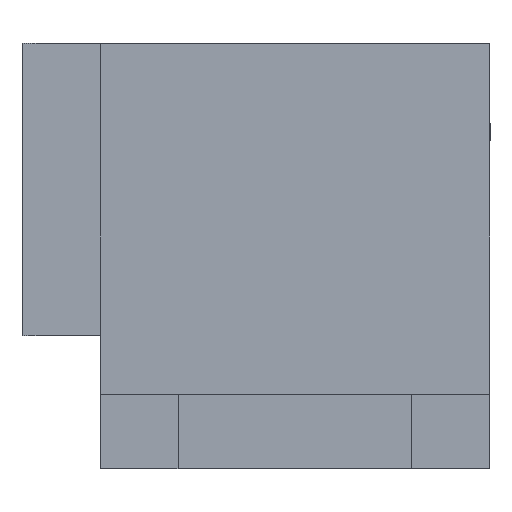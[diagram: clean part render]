
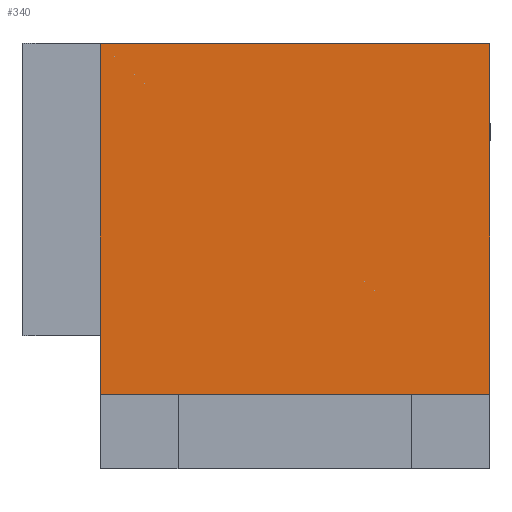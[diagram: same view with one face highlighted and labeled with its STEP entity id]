
A CAD part, left-side view. The second image highlights one B-rep face of the part: STEP entity #340.
In plain terms, the highlighted planar face has unit normal (-1, 0, 0).
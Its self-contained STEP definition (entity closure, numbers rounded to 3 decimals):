
#43 = VECTOR ( 'NONE', #220, 1000. ) ;
#56 = ORIENTED_EDGE ( 'NONE', *, *, #209, .T. ) ;
#73 = VECTOR ( 'NONE', #903, 1000. ) ;
#83 = CARTESIAN_POINT ( 'NONE',  ( -45.178, 25., 4.247 ) ) ;
#84 = EDGE_LOOP ( 'NONE', ( #972, #685, #56, #865 ) ) ;
#102 = VERTEX_POINT ( 'NONE', #628 ) ;
#141 = FACE_OUTER_BOUND ( 'NONE', #84, .T. ) ;
#194 = PLANE ( 'NONE',  #508 ) ;
#209 = EDGE_CURVE ( 'NONE', #486, #717, #698, .T. ) ;
#220 = DIRECTION ( 'NONE',  ( 0., -1., 0. ) ) ;
#255 = LINE ( 'NONE', #1415, #1382 ) ;
#270 = DIRECTION ( 'NONE',  ( 0., 0., 1. ) ) ;
#302 = LINE ( 'NONE', #927, #634 ) ;
#340 = ADVANCED_FACE ( 'NONE', ( #141 ), #194, .T. ) ;
#360 = CARTESIAN_POINT ( 'NONE',  ( -45.178, 25., 4.247 ) ) ;
#427 = DIRECTION ( 'NONE',  ( -1., 0., 0. ) ) ;
#486 = VERTEX_POINT ( 'NONE', #1404 ) ;
#508 = AXIS2_PLACEMENT_3D ( 'NONE', #83, #427, #1417 ) ;
#514 = EDGE_CURVE ( 'NONE', #102, #1289, #255, .T. ) ;
#628 = CARTESIAN_POINT ( 'NONE',  ( -45.178, 25., 26.747 ) ) ;
#634 = VECTOR ( 'NONE', #270, 1000. ) ;
#685 = ORIENTED_EDGE ( 'NONE', *, *, #1363, .F. ) ;
#698 = LINE ( 'NONE', #874, #43 ) ;
#717 = VERTEX_POINT ( 'NONE', #851 ) ;
#851 = CARTESIAN_POINT ( 'NONE',  ( -45.178, 0., 4.247 ) ) ;
#865 = ORIENTED_EDGE ( 'NONE', *, *, #1421, .T. ) ;
#874 = CARTESIAN_POINT ( 'NONE',  ( -45.178, 25., 4.247 ) ) ;
#903 = DIRECTION ( 'NONE',  ( 0., 0., 1. ) ) ;
#927 = CARTESIAN_POINT ( 'NONE',  ( -45.178, 0., 4.247 ) ) ;
#964 = DIRECTION ( 'NONE',  ( 0., -1., 0. ) ) ;
#972 = ORIENTED_EDGE ( 'NONE', *, *, #514, .F. ) ;
#1119 = CARTESIAN_POINT ( 'NONE',  ( -45.178, 0., 26.747 ) ) ;
#1150 = LINE ( 'NONE', #360, #73 ) ;
#1289 = VERTEX_POINT ( 'NONE', #1119 ) ;
#1363 = EDGE_CURVE ( 'NONE', #486, #102, #1150, .T. ) ;
#1382 = VECTOR ( 'NONE', #964, 1000. ) ;
#1404 = CARTESIAN_POINT ( 'NONE',  ( -45.178, 25., 4.247 ) ) ;
#1415 = CARTESIAN_POINT ( 'NONE',  ( -45.178, 25., 26.747 ) ) ;
#1417 = DIRECTION ( 'NONE',  ( 0., 0., 1. ) ) ;
#1421 = EDGE_CURVE ( 'NONE', #717, #1289, #302, .T. ) ;
